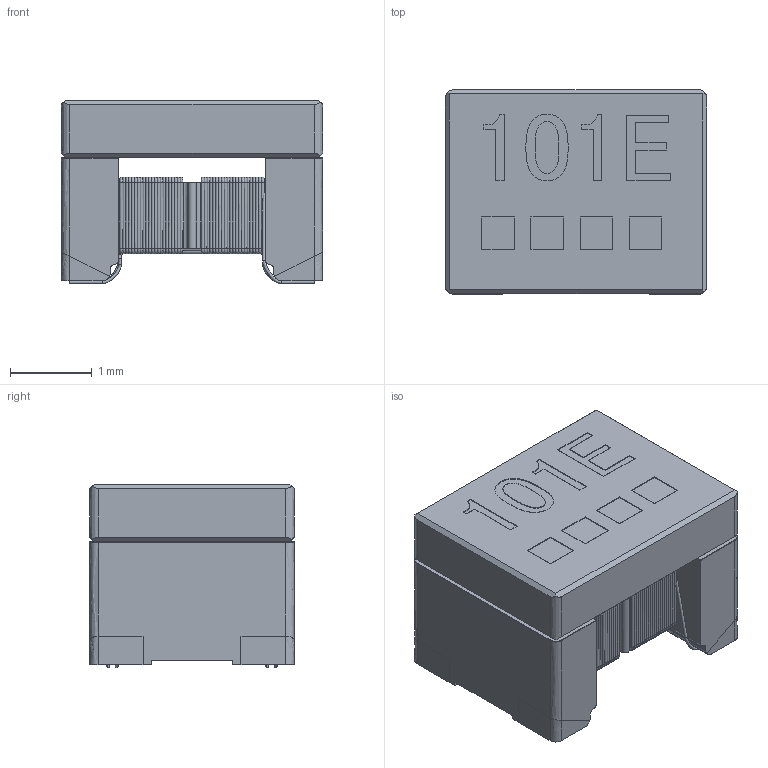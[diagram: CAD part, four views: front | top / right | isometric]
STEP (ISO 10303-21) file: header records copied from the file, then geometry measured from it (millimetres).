
FILE_DESCRIPTION( ('This file contains a STEP AP42 implementation' ,'as created by ZW3D STEP Interface translator.') ,'2;1' );
FILE_NAME( 'ASF3225101YEB.stp' ,'19 712.163116', (''), ('ZWCAD Software Co.'), 'Version 1.0', 'ZW3D to STEP translator', '' );
FILE_SCHEMA( ('CONFIG_CONTROL_DESIGN') );
Length unit declared in the file: millimetre
Products named in the file (1): 0
Bounding box: 3.2 x 2.5 x 2.25 mm (x, y, z)
Volume: 12.9 mm3; surface area: 115.9 mm2
Topology: 8 solids, 167 shells, 919 faces, 2356 edges, 1420 vertices
Faces by surface type: bspline 919
Entity records: 101984 total; most frequent: CARTESIAN_POINT 89430, ORIENTED_EDGE 4311, EDGE_CURVE 2356, VERTEX_POINT 1420, B_SPLINE_CURVE_WITH_KNOTS 1170, EDGE_LOOP 928, FACE_OUTER_BOUND 919, ADVANCED_FACE 919
